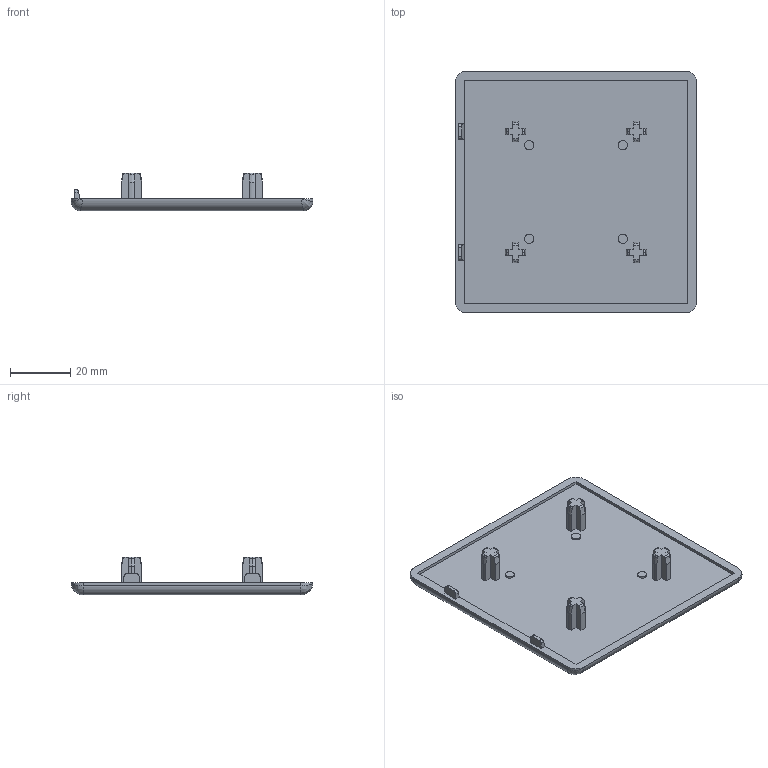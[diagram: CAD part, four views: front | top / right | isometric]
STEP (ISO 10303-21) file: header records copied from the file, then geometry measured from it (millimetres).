
FILE_DESCRIPTION(('STEP AP214'),'1');
FILE_NAME('fath_091023.stp','2017-04-13T19:16:09',('TraceParts'),('TraceParts S.A.'),'Spatial InterOp 3D',' ',' ');
FILE_SCHEMA(('automotive_design'));
Length unit declared in the file: millimetre
Products named in the file (1): fath_091023
Bounding box: 80 x 80 x 12.5 mm (x, y, z)
Volume: 20140.5 mm3; surface area: 14876.7 mm2
Topology: 1 solids, 1 shells, 155 faces, 404 edges, 256 vertices
Faces by surface type: plane 59, cylinder 44, torus 24, cone 24, bspline 4
Entity records: 6275 total; most frequent: CARTESIAN_POINT 1292, ORIENTED_EDGE 800, DIRECTION 760, EDGE_CURVE 400, AXIS2_PLACEMENT_3D 284, VERTEX_POINT 256, LINE 192, VECTOR 192
